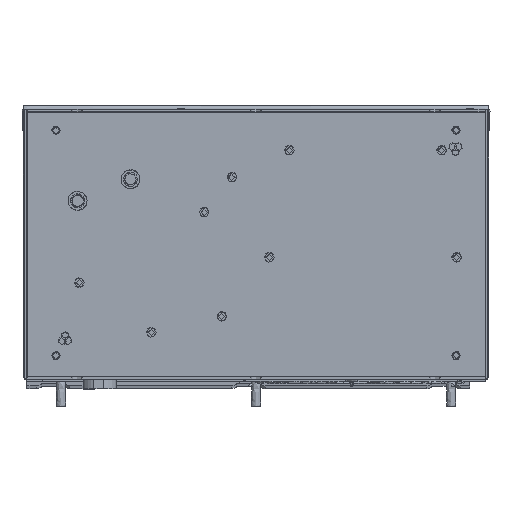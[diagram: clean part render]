
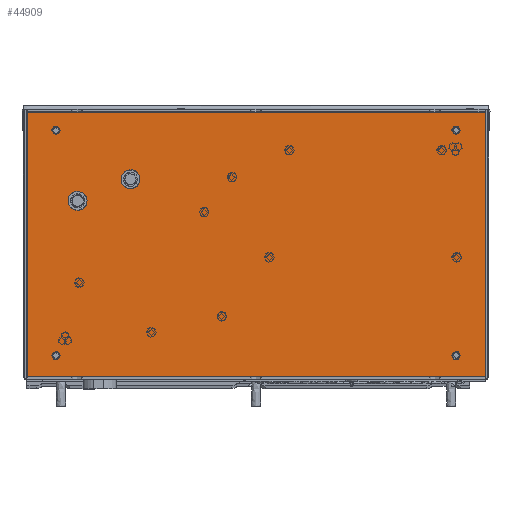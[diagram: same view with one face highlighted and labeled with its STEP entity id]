
A CAD part, front view. The second image highlights one B-rep face of the part: STEP entity #44909.
In plain terms, the highlighted free-form (B-spline) face has degree [1, 1] with [2, 2] control points.
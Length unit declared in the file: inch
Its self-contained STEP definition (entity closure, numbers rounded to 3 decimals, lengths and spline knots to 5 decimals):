
#43125=CARTESIAN_POINT('V2283',(5.33893,-7.5799,
   0.59876));
#43126=VERTEX_POINT('V2283',#43125);
#43132=CARTESIAN_POINT('E3337',(5.33894,-7.5799,
   0.59875));
#43133=CARTESIAN_POINT('E3337',(5.33894,-7.5799,
   0.40996));
#43134=CARTESIAN_POINT('E3337',(5.17544,-7.5799,
   0.50436));
#43135=CARTESIAN_POINT('E3337',(5.01194,-7.5799,
   0.59875));
#43136=CARTESIAN_POINT('E3337',(5.17544,-7.5799,
   0.69315));
#43137=CARTESIAN_POINT('E3337',(5.33894,-7.5799,
   0.78755));
#43138=CARTESIAN_POINT('E3337',(5.33894,-7.5799,
   0.59875));
#43146=(BOUNDED_CURVE()B_SPLINE_CURVE(2,(#43132,#43133,#43134,
   #43135,#43136,#43137,#43138),.CIRCULAR_ARC.,.T.,.U.)
   B_SPLINE_CURVE_WITH_KNOTS((3,2,2,3),(0.0,0.33333,
   0.66667,1.0),.UNSPECIFIED.)CURVE()
   GEOMETRIC_REPRESENTATION_ITEM()RATIONAL_B_SPLINE_CURVE((1.0,
   0.5,1.0,0.5,1.0,0.5,1.0)
   )REPRESENTATION_ITEM('E3337'));
#43147=EDGE_CURVE('E3337',#43126,#43126,#43146,.T.);
#43194=CARTESIAN_POINT('V2285',(-5.16107,
   -7.5799,0.59876));
#43195=VERTEX_POINT('V2285',#43194);
#43201=CARTESIAN_POINT('E3340',(-5.16106,
   -7.5799,0.59875));
#43202=CARTESIAN_POINT('E3340',(-5.16106,
   -7.5799,0.40996));
#43203=CARTESIAN_POINT('E3340',(-5.32456,
   -7.5799,0.50436));
#43204=CARTESIAN_POINT('E3340',(-5.48806,
   -7.5799,0.59875));
#43205=CARTESIAN_POINT('E3340',(-5.32456,
   -7.5799,0.69315));
#43206=CARTESIAN_POINT('E3340',(-5.16106,
   -7.5799,0.78755));
#43207=CARTESIAN_POINT('E3340',(-5.16106,
   -7.5799,0.59875));
#43215=(BOUNDED_CURVE()B_SPLINE_CURVE(2,(#43201,#43202,#43203,
   #43204,#43205,#43206,#43207),.CIRCULAR_ARC.,.T.,.U.)
   B_SPLINE_CURVE_WITH_KNOTS((3,2,2,3),(0.0,0.33333,
   0.66667,1.0),.UNSPECIFIED.)CURVE()
   GEOMETRIC_REPRESENTATION_ITEM()RATIONAL_B_SPLINE_CURVE((1.0,
   0.5,1.0,0.5,1.0,0.5,1.0)
   )REPRESENTATION_ITEM('E3340'));
#43216=EDGE_CURVE('E3340',#43195,#43195,#43215,.T.);
#43263=CARTESIAN_POINT('V2287',(-4.45207,
   -7.5799,4.65876));
#43264=VERTEX_POINT('V2287',#43263);
#43270=CARTESIAN_POINT('E3343',(-4.45206,
   -7.5799,4.65875));
#43271=CARTESIAN_POINT('E3343',(-4.45206,
   -7.5799,4.22574));
#43272=CARTESIAN_POINT('E3343',(-4.82706,
   -7.5799,4.44225));
#43273=CARTESIAN_POINT('E3343',(-5.20206,
   -7.5799,4.65875));
#43274=CARTESIAN_POINT('E3343',(-4.82706,
   -7.5799,4.87526));
#43275=CARTESIAN_POINT('E3343',(-4.45206,
   -7.5799,5.09177));
#43276=CARTESIAN_POINT('E3343',(-4.45206,
   -7.5799,4.65875));
#43284=(BOUNDED_CURVE()B_SPLINE_CURVE(2,(#43270,#43271,#43272,
   #43273,#43274,#43275,#43276),.CIRCULAR_ARC.,.T.,.U.)
   B_SPLINE_CURVE_WITH_KNOTS((3,2,2,3),(0.0,0.33333,
   0.66667,1.0),.UNSPECIFIED.)CURVE()
   GEOMETRIC_REPRESENTATION_ITEM()RATIONAL_B_SPLINE_CURVE((1.0,
   0.5,1.0,0.5,1.0,0.5,1.0)
   )REPRESENTATION_ITEM('E3343'));
#43285=EDGE_CURVE('E3343',#43264,#43264,#43284,.T.);
#43332=CARTESIAN_POINT('V2289',(-3.06607,
   -7.5799,5.22376));
#43333=VERTEX_POINT('V2289',#43332);
#43339=CARTESIAN_POINT('E3346',(-3.06606,
   -7.5799,5.22375));
#43340=CARTESIAN_POINT('E3346',(-3.06606,
   -7.5799,4.79074));
#43341=CARTESIAN_POINT('E3346',(-3.44106,
   -7.5799,5.00725));
#43342=CARTESIAN_POINT('E3346',(-3.81606,
   -7.5799,5.22375));
#43343=CARTESIAN_POINT('E3346',(-3.44106,
   -7.5799,5.44026));
#43344=CARTESIAN_POINT('E3346',(-3.06606,
   -7.5799,5.65677));
#43345=CARTESIAN_POINT('E3346',(-3.06606,
   -7.5799,5.22375));
#43353=(BOUNDED_CURVE()B_SPLINE_CURVE(2,(#43339,#43340,#43341,
   #43342,#43343,#43344,#43345),.CIRCULAR_ARC.,.T.,.U.)
   B_SPLINE_CURVE_WITH_KNOTS((3,2,2,3),(0.0,0.33333,
   0.66667,1.0),.UNSPECIFIED.)CURVE()
   GEOMETRIC_REPRESENTATION_ITEM()RATIONAL_B_SPLINE_CURVE((1.0,
   0.5,1.0,0.5,1.0,0.5,1.0)
   )REPRESENTATION_ITEM('E3346'));
#43354=EDGE_CURVE('E3346',#43333,#43333,#43353,.T.);
#43401=CARTESIAN_POINT('V2291',(-5.16107,
   -7.5799,6.50876));
#43402=VERTEX_POINT('V2291',#43401);
#43408=CARTESIAN_POINT('E3349',(-5.16106,
   -7.57991,6.50875));
#43409=CARTESIAN_POINT('E3349',(-5.16106,
   -7.57991,6.31996));
#43410=CARTESIAN_POINT('E3349',(-5.32456,
   -7.57991,6.41436));
#43411=CARTESIAN_POINT('E3349',(-5.48806,
   -7.57991,6.50875));
#43412=CARTESIAN_POINT('E3349',(-5.32456,
   -7.57991,6.60315));
#43413=CARTESIAN_POINT('E3349',(-5.16106,
   -7.57991,6.69755));
#43414=CARTESIAN_POINT('E3349',(-5.16106,
   -7.57991,6.50875));
#43422=(BOUNDED_CURVE()B_SPLINE_CURVE(2,(#43408,#43409,#43410,
   #43411,#43412,#43413,#43414),.CIRCULAR_ARC.,.T.,.U.)
   B_SPLINE_CURVE_WITH_KNOTS((3,2,2,3),(0.0,0.33333,
   0.66667,1.0),.UNSPECIFIED.)CURVE()
   GEOMETRIC_REPRESENTATION_ITEM()RATIONAL_B_SPLINE_CURVE((1.0,
   0.5,1.0,0.5,1.0,0.5,1.0)
   )REPRESENTATION_ITEM('E3349'));
#43423=EDGE_CURVE('E3349',#43402,#43402,#43422,.T.);
#43470=CARTESIAN_POINT('V2293',(5.33893,-7.5799,
   6.50876));
#43471=VERTEX_POINT('V2293',#43470);
#43477=CARTESIAN_POINT('E3352',(5.33894,-7.5799,
   6.50875));
#43478=CARTESIAN_POINT('E3352',(5.33894,-7.5799,
   6.31996));
#43479=CARTESIAN_POINT('E3352',(5.17544,-7.5799,
   6.41436));
#43480=CARTESIAN_POINT('E3352',(5.01194,-7.5799,
   6.50875));
#43481=CARTESIAN_POINT('E3352',(5.17544,-7.5799,
   6.60315));
#43482=CARTESIAN_POINT('E3352',(5.33894,-7.5799,
   6.69755));
#43483=CARTESIAN_POINT('E3352',(5.33894,-7.5799,
   6.50875));
#43491=(BOUNDED_CURVE()B_SPLINE_CURVE(2,(#43477,#43478,#43479,
   #43480,#43481,#43482,#43483),.CIRCULAR_ARC.,.T.,.U.)
   B_SPLINE_CURVE_WITH_KNOTS((3,2,2,3),(0.0,0.33333,
   0.66667,1.0),.UNSPECIFIED.)CURVE()
   GEOMETRIC_REPRESENTATION_ITEM()RATIONAL_B_SPLINE_CURVE((1.0,
   0.5,1.0,0.5,1.0,0.5,1.0)
   )REPRESENTATION_ITEM('E3352'));
#43492=EDGE_CURVE('E3352',#43471,#43471,#43491,.T.);
#44040=CARTESIAN_POINT('V2188',(-6.03007,
   -7.5799,6.98676));
#44041=VERTEX_POINT('V2188',#44040);
#44055=CARTESIAN_POINT('V2249',(5.98993,-7.5799,
   6.98676));
#44056=VERTEX_POINT('V2249',#44055);
#44057=CARTESIAN_POINT('E3356',(5.98994,-7.5799,
   6.98675));
#44058=CARTESIAN_POINT('E3356',(-6.03006,
   -7.57991,6.98675));
#44059=QUASI_UNIFORM_CURVE('E3356',1,(#44057,#44058),.POLYLINE_FORM.,
   .F.,.U.);
#44060=EDGE_CURVE('E3356',#44056,#44041,#44059,.T.);
#44277=CARTESIAN_POINT('V2235',(5.98993,-7.5799,
   0.05076));
#44278=VERTEX_POINT('V2235',#44277);
#44279=CARTESIAN_POINT('E3355',(5.98994,-7.5799,
   0.05075));
#44280=CARTESIAN_POINT('E3355',(5.98994,-7.5799,
   6.98675));
#44281=QUASI_UNIFORM_CURVE('E3355',1,(#44279,#44280),.POLYLINE_FORM.,
   .F.,.U.);
#44282=EDGE_CURVE('E3355',#44278,#44056,#44281,.T.);
#44852=CARTESIAN_POINT('V2201',(-6.03007,
   -7.5799,0.05076));
#44853=VERTEX_POINT('V2201',#44852);
#44854=CARTESIAN_POINT('E3354',(-6.03006,
   -7.5799,0.05075));
#44855=CARTESIAN_POINT('E3354',(5.98994,-7.5799,
   0.05075));
#44856=QUASI_UNIFORM_CURVE('E3354',1,(#44854,#44855),.POLYLINE_FORM.,
   .F.,.U.);
#44857=EDGE_CURVE('E3354',#44853,#44278,#44856,.T.);
#44876=CARTESIAN_POINT('F1178',(-6.03007,
   -7.5799,6.98676));
#44877=CARTESIAN_POINT('F1178',(-6.03007,
   -7.5799,0.05076));
#44878=CARTESIAN_POINT('F1178',(5.98993,-7.5799,
   6.98676));
#44879=CARTESIAN_POINT('F1178',(5.98993,-7.5799,
   0.05076));
#44880=B_SPLINE_SURFACE_WITH_KNOTS('F1178',1,1,((#44876,#44878),(
   #44877,#44879)),.PLANE_SURF.,.F.,.F.,.U.,(2,2),(2,2),(
   0.00017,0.99983),(0.00017,
   1.73257),.UNSPECIFIED.);
#44881=CARTESIAN_POINT('E3353',(-6.03006,
   -7.57991,6.98675));
#44882=CARTESIAN_POINT('E3353',(-6.03006,
   -7.5799,0.05075));
#44883=QUASI_UNIFORM_CURVE('E3353',1,(#44881,#44882),.POLYLINE_FORM.,
   .F.,.U.);
#44884=EDGE_CURVE('E3353',#44041,#44853,#44883,.T.);
#44885=ORIENTED_EDGE('E3353',*,*,#44884,.T.);
#44886=ORIENTED_EDGE('E3354',*,*,#44857,.T.);
#44887=ORIENTED_EDGE('E3355',*,*,#44282,.T.);
#44888=ORIENTED_EDGE('E3356',*,*,#44060,.T.);
#44889=EDGE_LOOP('F1178',(#44885,#44886,#44887,#44888));
#44890=FACE_OUTER_BOUND('F1178',#44889,.T.);
#44891=ORIENTED_EDGE('E3352',*,*,#43492,.T.);
#44892=EDGE_LOOP('F1178',(#44891));
#44893=FACE_BOUND('F1178',#44892,.T.);
#44894=ORIENTED_EDGE('E3349',*,*,#43423,.T.);
#44895=EDGE_LOOP('F1178',(#44894));
#44896=FACE_BOUND('F1178',#44895,.T.);
#44897=ORIENTED_EDGE('E3346',*,*,#43354,.T.);
#44898=EDGE_LOOP('F1178',(#44897));
#44899=FACE_BOUND('F1178',#44898,.T.);
#44900=ORIENTED_EDGE('E3343',*,*,#43285,.T.);
#44901=EDGE_LOOP('F1178',(#44900));
#44902=FACE_BOUND('F1178',#44901,.T.);
#44903=ORIENTED_EDGE('E3340',*,*,#43216,.T.);
#44904=EDGE_LOOP('F1178',(#44903));
#44905=FACE_BOUND('F1178',#44904,.T.);
#44906=ORIENTED_EDGE('E3337',*,*,#43147,.T.);
#44907=EDGE_LOOP('F1178',(#44906));
#44908=FACE_BOUND('F1178',#44907,.T.);
#44909=ADVANCED_FACE('F1178',(#44890,#44893,#44896,#44899,#44902,
   #44905,#44908),#44880,.T.);
